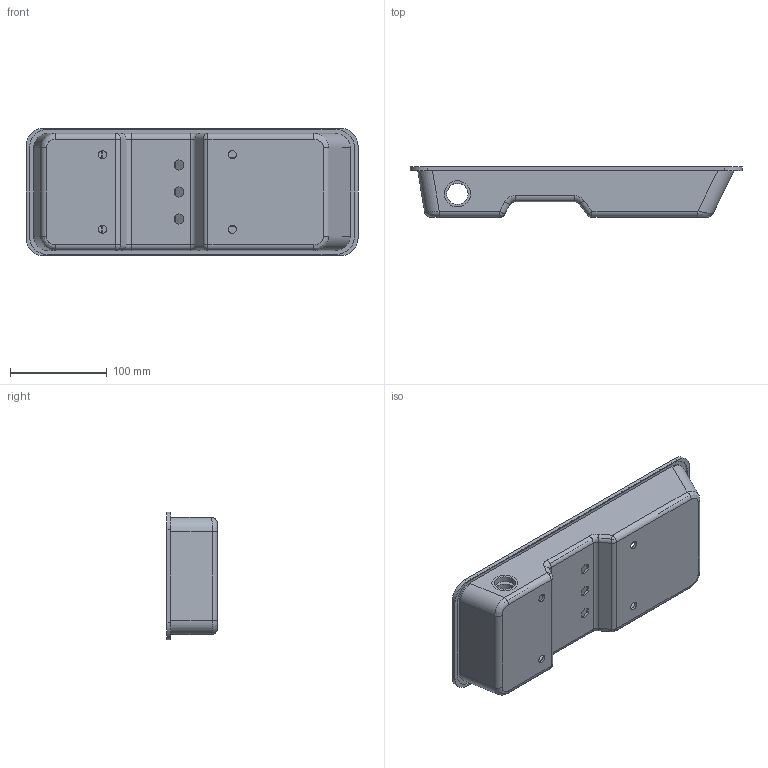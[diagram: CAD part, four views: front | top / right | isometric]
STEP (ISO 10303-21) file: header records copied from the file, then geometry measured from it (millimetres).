
FILE_DESCRIPTION (( 'STEP AP203' ), '1' );
FILE_NAME ('FA-877-1.STEP', '2009-10-28T08:20:40', ( ' ' ), ( ' ' ), 'SwSTEP 2.0', 'SolidWorks 2007', '' );
FILE_SCHEMA (( 'CONFIG_CONTROL_DESIGN' ));
Length unit declared in the file: millimetre
Products named in the file (8): FA-877-1槭暌溒_蹬怮椔; FA-877-1憔昉2_; FA-877-1; FA-877-1忡巍椔痦_; FA-877-1忡巍棎獉稻; FA-877-1忡巍揕; FA-877-1憔昉3_; FA-877-1鳦憔_
Assembly tree (8 placements, depth 2):
  FA-877-1
    FA-877-1鳦憔_  x2
    FA-877-1槭暌溒_蹬怮椔
    FA-877-1忡巍揕
    FA-877-1憔昉3_
    FA-877-1忡巍棎獉稻
    FA-877-1憔昉2_
    FA-877-1忡巍椔痦_
Bounding box: 343 x 52 x 132 mm (x, y, z)
Volume: 516321 mm3; surface area: 275672.5 mm2
Topology: 8 solids, 8 shells, 390 faces, 992 edges, 618 vertices
Faces by surface type: cylinder 179, plane 150, bspline 23, torus 22, cone 10, sphere 6
Entity records: 13127 total; most frequent: CARTESIAN_POINT 3016, DIRECTION 1970, ORIENTED_EDGE 1930, EDGE_CURVE 965, AXIS2_PLACEMENT_3D 720, VERTEX_POINT 606, LINE 530, VECTOR 530
